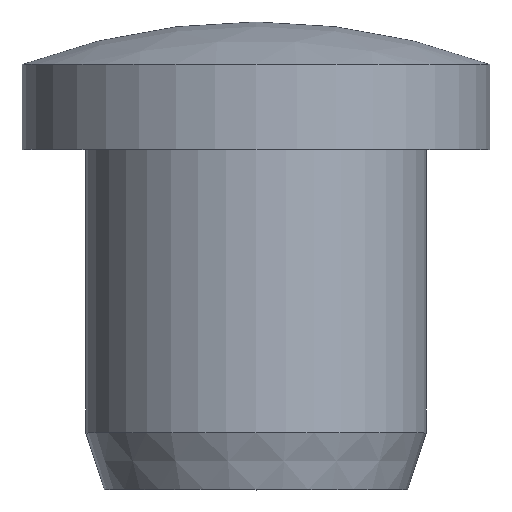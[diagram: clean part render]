
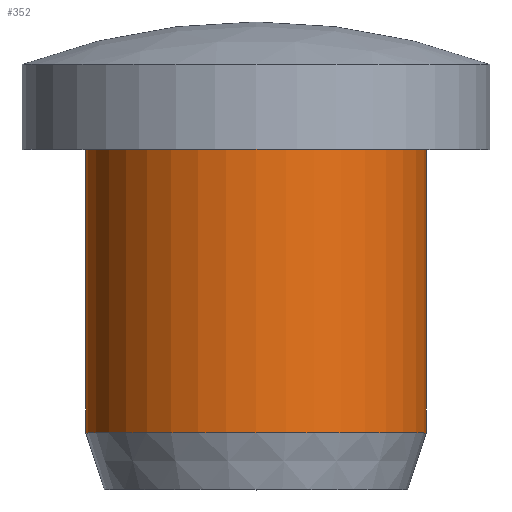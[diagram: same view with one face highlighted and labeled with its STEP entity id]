
A CAD part, top view. The second image highlights one B-rep face of the part: STEP entity #352.
In plain terms, the highlighted cylindrical face has radius 6 mm (diameter 12 mm), a partial arc.
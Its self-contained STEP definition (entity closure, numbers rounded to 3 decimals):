
#23 = VERTEX_POINT ( 'NONE', #402 ) ;
#24 = CARTESIAN_POINT ( 'NONE',  ( 6., 2., 0. ) ) ;
#37 = AXIS2_PLACEMENT_3D ( 'NONE', #305, #372, #393 ) ;
#45 = AXIS2_PLACEMENT_3D ( 'NONE', #80, #336, #268 ) ;
#47 = CARTESIAN_POINT ( 'NONE',  ( -6., 2., 0. ) ) ;
#52 = CARTESIAN_POINT ( 'NONE',  ( -6., 12., 0. ) ) ;
#55 = EDGE_CURVE ( 'NONE', #253, #321, #375, .T. ) ;
#71 = AXIS2_PLACEMENT_3D ( 'NONE', #105, #297, #332 ) ;
#80 = CARTESIAN_POINT ( 'NONE',  ( 0., 15.7, 0. ) ) ;
#91 = CYLINDRICAL_SURFACE ( 'NONE', #45, 6. ) ;
#98 = DIRECTION ( 'NONE',  ( 0., 1., 0. ) ) ;
#105 = CARTESIAN_POINT ( 'NONE',  ( 0., 2., 0. ) ) ;
#148 = EDGE_CURVE ( 'NONE', #253, #322, #277, .T. ) ;
#161 = DIRECTION ( 'NONE',  ( 0., 1., 0. ) ) ;
#178 = ORIENTED_EDGE ( 'NONE', *, *, #283, .F. ) ;
#185 = VECTOR ( 'NONE', #98, 1000. ) ;
#192 = EDGE_LOOP ( 'NONE', ( #330, #231, #178, #205 ) ) ;
#202 = FACE_OUTER_BOUND ( 'NONE', #192, .T. ) ;
#205 = ORIENTED_EDGE ( 'NONE', *, *, #55, .F. ) ;
#220 = EDGE_CURVE ( 'NONE', #322, #23, #378, .T. ) ;
#231 = ORIENTED_EDGE ( 'NONE', *, *, #220, .T. ) ;
#253 = VERTEX_POINT ( 'NONE', #47 ) ;
#268 = DIRECTION ( 'NONE',  ( -1., 0., 0. ) ) ;
#277 = CIRCLE ( 'NONE', #71, 6. ) ;
#283 = EDGE_CURVE ( 'NONE', #321, #23, #401, .T. ) ;
#297 = DIRECTION ( 'NONE',  ( 0., 1., 0. ) ) ;
#305 = CARTESIAN_POINT ( 'NONE',  ( 0., 12., 0. ) ) ;
#321 = VERTEX_POINT ( 'NONE', #52 ) ;
#322 = VERTEX_POINT ( 'NONE', #24 ) ;
#330 = ORIENTED_EDGE ( 'NONE', *, *, #148, .T. ) ;
#332 = DIRECTION ( 'NONE',  ( -1., 0., 0. ) ) ;
#336 = DIRECTION ( 'NONE',  ( 0., 1., 0. ) ) ;
#342 = CARTESIAN_POINT ( 'NONE',  ( -6., 15.7, 0. ) ) ;
#352 = ADVANCED_FACE ( 'NONE', ( #202 ), #91, .T. ) ;
#353 = CARTESIAN_POINT ( 'NONE',  ( 6., 15.7, 0. ) ) ;
#369 = VECTOR ( 'NONE', #161, 1000. ) ;
#372 = DIRECTION ( 'NONE',  ( 0., 1., 0. ) ) ;
#375 = LINE ( 'NONE', #342, #185 ) ;
#378 = LINE ( 'NONE', #353, #369 ) ;
#393 = DIRECTION ( 'NONE',  ( -1., 0., 0. ) ) ;
#401 = CIRCLE ( 'NONE', #37, 6. ) ;
#402 = CARTESIAN_POINT ( 'NONE',  ( 6., 12., 0. ) ) ;
